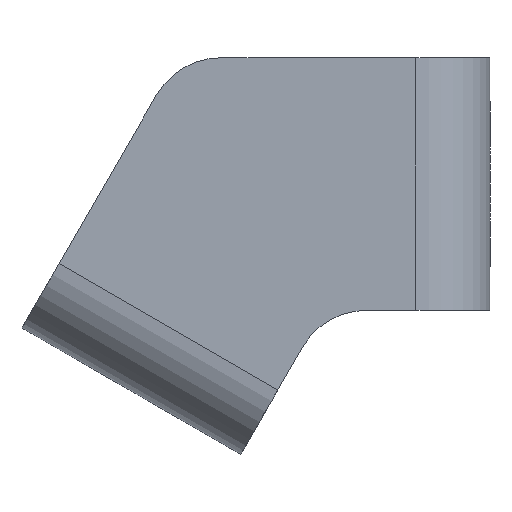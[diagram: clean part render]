
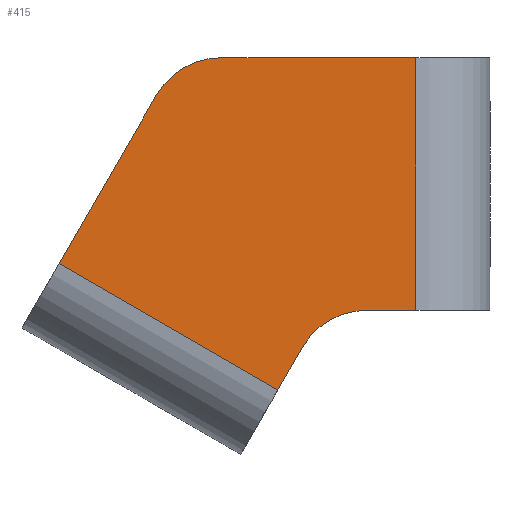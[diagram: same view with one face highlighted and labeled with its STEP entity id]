
A CAD part, left-side view. The second image highlights one B-rep face of the part: STEP entity #415.
In plain terms, the highlighted planar face has unit normal (-1, 0, 0).
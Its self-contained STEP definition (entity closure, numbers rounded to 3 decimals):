
#10 = ORIENTED_EDGE ( 'NONE', *, *, #713, .F. ) ;
#17 = CARTESIAN_POINT ( 'NONE',  ( 0., 5., 17. ) ) ;
#54 = EDGE_CURVE ( 'NONE', #201, #793, #1012, .T. ) ;
#69 = CARTESIAN_POINT ( 'NONE',  ( 0., 5., 0. ) ) ;
#74 = AXIS2_PLACEMENT_3D ( 'NONE', #979, #336, #91 ) ;
#91 = DIRECTION ( 'NONE',  ( 0., 0., -1. ) ) ;
#120 = ORIENTED_EDGE ( 'NONE', *, *, #141, .F. ) ;
#141 = EDGE_CURVE ( 'NONE', #727, #793, #874, .T. ) ;
#159 = VECTOR ( 'NONE', #510, 1000. ) ;
#162 = EDGE_CURVE ( 'NONE', #767, #727, #953, .T. ) ;
#201 = VERTEX_POINT ( 'NONE', #735 ) ;
#209 = CARTESIAN_POINT ( 'NONE',  ( 0., 18.113, 17. ) ) ;
#215 = DIRECTION ( 'NONE',  ( 0., -1., 0. ) ) ;
#275 = CARTESIAN_POINT ( 'NONE',  ( 0., 29., 3.144 ) ) ;
#282 = LINE ( 'NONE', #581, #159 ) ;
#290 = PLANE ( 'NONE',  #925 ) ;
#291 = ORIENTED_EDGE ( 'NONE', *, *, #938, .F. ) ;
#293 = CARTESIAN_POINT ( 'NONE',  ( 0., 8.298, -5. ) ) ;
#311 = CARTESIAN_POINT ( 'NONE',  ( 0., 12.628, -2.5 ) ) ;
#315 = CARTESIAN_POINT ( 'NONE',  ( 0., 14.278, -5.356 ) ) ;
#335 = CARTESIAN_POINT ( 'NONE',  ( 0., 0., 17. ) ) ;
#336 = DIRECTION ( 'NONE',  ( 1., 0., 0. ) ) ;
#338 = ORIENTED_EDGE ( 'NONE', *, *, #54, .T. ) ;
#346 = EDGE_LOOP ( 'NONE', ( #1001, #10, #338, #120, #549, #291, #893, #399 ) ) ;
#366 = FACE_OUTER_BOUND ( 'NONE', #346, .T. ) ;
#382 = CIRCLE ( 'NONE', #74, 5. ) ;
#399 = ORIENTED_EDGE ( 'NONE', *, *, #930, .F. ) ;
#410 = DIRECTION ( 'NONE',  ( 0., 0.866, 0.5 ) ) ;
#415 = ADVANCED_FACE ( 'NONE', ( #366 ), #290, .F. ) ;
#431 = CARTESIAN_POINT ( 'NONE',  ( 0., 22.443, 14.5 ) ) ;
#438 = DIRECTION ( 'NONE',  ( 0., 0., -1. ) ) ;
#445 = CARTESIAN_POINT ( 'NONE',  ( 0., 5., 17. ) ) ;
#464 = VECTOR ( 'NONE', #489, 1000. ) ;
#466 = EDGE_CURVE ( 'NONE', #603, #575, #282, .T. ) ;
#489 = DIRECTION ( 'NONE',  ( 0., 0., -1. ) ) ;
#495 = CARTESIAN_POINT ( 'NONE',  ( 0., 29., 3.144 ) ) ;
#506 = LINE ( 'NONE', #495, #818 ) ;
#510 = DIRECTION ( 'NONE',  ( 0., 0.5, -0.866 ) ) ;
#525 = CARTESIAN_POINT ( 'NONE',  ( 0., 31.5, -1.187 ) ) ;
#540 = AXIS2_PLACEMENT_3D ( 'NONE', #293, #981, #438 ) ;
#549 = ORIENTED_EDGE ( 'NONE', *, *, #162, .F. ) ;
#575 = VERTEX_POINT ( 'NONE', #315 ) ;
#581 = CARTESIAN_POINT ( 'NONE',  ( 0., 16.778, -9.687 ) ) ;
#585 = VECTOR ( 'NONE', #592, 1000. ) ;
#592 = DIRECTION ( 'NONE',  ( 0., -1., 0. ) ) ;
#603 = VERTEX_POINT ( 'NONE', #311 ) ;
#605 = DIRECTION ( 'NONE',  ( 0., 0.5, -0.866 ) ) ;
#667 = VERTEX_POINT ( 'NONE', #431 ) ;
#713 = EDGE_CURVE ( 'NONE', #201, #603, #794, .T. ) ;
#727 = VERTEX_POINT ( 'NONE', #445 ) ;
#735 = CARTESIAN_POINT ( 'NONE',  ( 0., 8.298, 0. ) ) ;
#761 = EDGE_CURVE ( 'NONE', #667, #1016, #910, .T. ) ;
#767 = VERTEX_POINT ( 'NONE', #209 ) ;
#793 = VERTEX_POINT ( 'NONE', #69 ) ;
#794 = CIRCLE ( 'NONE', #540, 5. ) ;
#818 = VECTOR ( 'NONE', #410, 1000. ) ;
#845 = CARTESIAN_POINT ( 'NONE',  ( 0., 0., 0. ) ) ;
#874 = LINE ( 'NONE', #17, #464 ) ;
#876 = VECTOR ( 'NONE', #605, 1000. ) ;
#893 = ORIENTED_EDGE ( 'NONE', *, *, #761, .T. ) ;
#910 = LINE ( 'NONE', #525, #876 ) ;
#912 = CARTESIAN_POINT ( 'NONE',  ( 0., 0., 17. ) ) ;
#925 = AXIS2_PLACEMENT_3D ( 'NONE', #912, #1000, #984 ) ;
#930 = EDGE_CURVE ( 'NONE', #575, #1016, #506, .T. ) ;
#938 = EDGE_CURVE ( 'NONE', #667, #767, #382, .T. ) ;
#951 = VECTOR ( 'NONE', #215, 1000. ) ;
#953 = LINE ( 'NONE', #335, #585 ) ;
#979 = CARTESIAN_POINT ( 'NONE',  ( 0., 18.113, 12. ) ) ;
#981 = DIRECTION ( 'NONE',  ( -1., 0., 0. ) ) ;
#984 = DIRECTION ( 'NONE',  ( 0., 0., -1. ) ) ;
#1000 = DIRECTION ( 'NONE',  ( 1., 0., 0. ) ) ;
#1001 = ORIENTED_EDGE ( 'NONE', *, *, #466, .F. ) ;
#1012 = LINE ( 'NONE', #845, #951 ) ;
#1016 = VERTEX_POINT ( 'NONE', #275 ) ;
